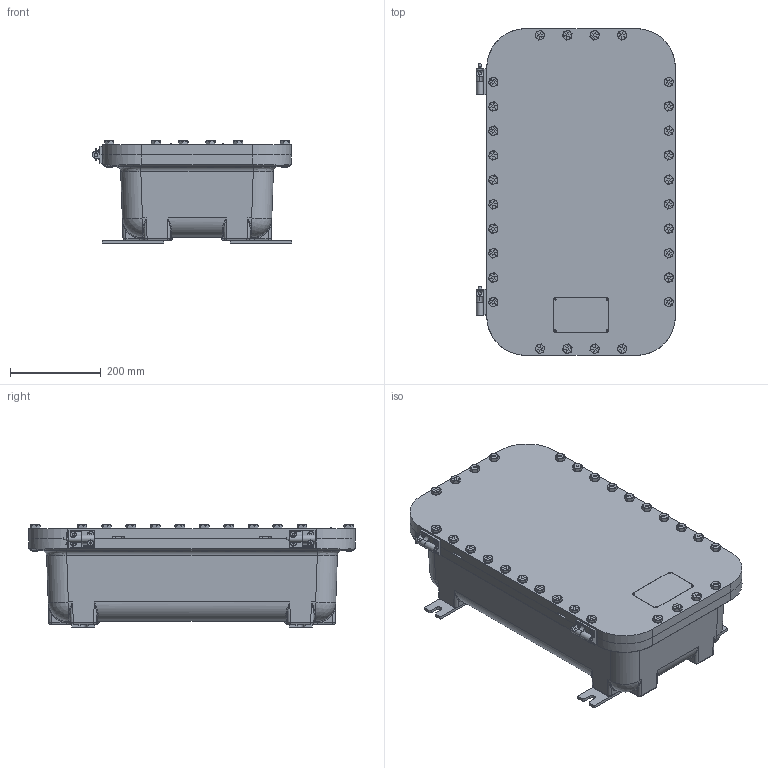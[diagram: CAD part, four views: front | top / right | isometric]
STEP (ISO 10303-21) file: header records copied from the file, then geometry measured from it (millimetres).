
FILE_DESCRIPTION(/* description */ (''),/* implementation_level */ '2;1');
FILE_NAME(/* name */ 'KIL_EXBLTP - 12246 N4.stp',/* time_stamp */ '2020-01-13T15:52:38+05:00',/* author */ ('mashraf'),/* organization */ (''),/* preprocessor_version */ 'ST-DEVELOPER v18',/* originating_system */ 'Autodesk Inventor 2020',/* authorisation */ '');
FILE_SCHEMA (('AUTOMOTIVE_DESIGN { 1 0 10303 214 3 1 1 }'));
Length unit declared in the file: inch
Products named in the file (16): EXBLTP - 12246 N4; 51233ABAM (EXBLT-12246); 25329AAAM; 0720361B; 20859AAAB; 16464BAAB; 0106275B; 16972AAAB; 14729AAIB-1224; Hinge 11T; 18095; SAE J487a - 1/8 x 3/4    Extended Prong Square Cut Type; Hinge 11B; 18094; 18093; 18147AABB
Assembly tree (63 placements, depth 3):
  EXBLTP - 12246 N4
    51233ABAM (EXBLT-12246)
    25329AAAM
    0720361B  x28
    20859AAAB
    16464BAAB  x4
    0106275B  x4
    16972AAAB  x8
    14729AAIB-1224
    Hinge 11T
      18095
      18093
      SAE J487a - 1/8 x 3/4    Extended Prong Square Cut Type
    Hinge 11B
      18094
      18093
    18147AABB  x8
Bounding box: 439.74 x 720.85 x 225.95 mm (x, y, z)
Volume: 18305319.6 mm3; surface area: 2119286.2 mm2
Topology: 63 solids, 64 shells, 3810 faces, 9927 edges, 6284 vertices
Faces by surface type: plane 2586, cylinder 445, cone 430, bspline 265, torus 76, sphere 8
Full cylindrical faces by diameter (mm): 0.635 x4, 2.07 x4, 2.502 x4, 2.778 x4, 2.779 x1, 5.613 x8, 6.198 x8, 6.746 x8, 7.798 x16, 8.075 x2, 8.077 x4, 9.286 x8, 10.312 x8, 10.592 x28, 12.418 x8, 12.423 x28, 13.386 x4, 13.494 x28, 19.05 x28
Entity records: 42974 total; most frequent: CARTESIAN_POINT 14520, ORIENTED_EDGE 5944, DIRECTION 5516, EDGE_CURVE 2972, AXIS2_PLACEMENT_3D 2058, VERTEX_POINT 1936, LINE 1400, VECTOR 1400
